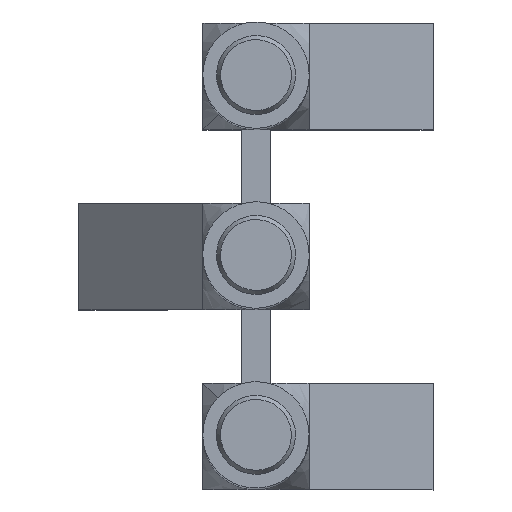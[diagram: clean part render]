
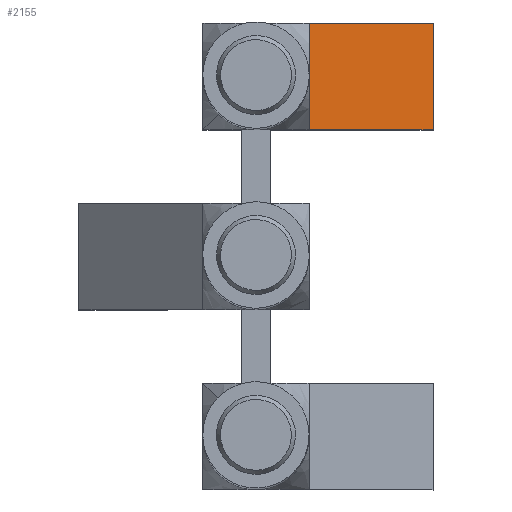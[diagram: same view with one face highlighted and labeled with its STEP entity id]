
A CAD part, top view. The second image highlights one B-rep face of the part: STEP entity #2155.
In plain terms, the highlighted face is planar.
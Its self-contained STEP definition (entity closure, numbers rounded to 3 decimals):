
#209=FACE_OUTER_BOUND('',#348,.T.);
#348=EDGE_LOOP('',(#1591,#1592,#1593,#1594));
#574=LINE('',#3442,#753);
#580=LINE('',#3815,#759);
#598=LINE('',#3862,#777);
#599=LINE('',#3864,#778);
#753=VECTOR('',#2577,10.);
#759=VECTOR('',#2595,1.);
#777=VECTOR('',#2631,1.);
#778=VECTOR('',#2634,10.);
#935=VERTEX_POINT('',#3439);
#936=VERTEX_POINT('',#3441);
#950=VERTEX_POINT('',#3799);
#951=VERTEX_POINT('',#3814);
#1157=EDGE_CURVE('',#935,#936,#574,.T.);
#1182=EDGE_CURVE('',#950,#951,#580,.T.);
#1206=EDGE_CURVE('',#935,#951,#598,.T.);
#1207=EDGE_CURVE('',#936,#950,#599,.T.);
#1591=ORIENTED_EDGE('',*,*,#1182,.F.);
#1592=ORIENTED_EDGE('',*,*,#1207,.F.);
#1593=ORIENTED_EDGE('',*,*,#1157,.F.);
#1594=ORIENTED_EDGE('',*,*,#1206,.T.);
#2067=PLANE('',#2312);
#2155=ADVANCED_FACE('',(#209),#2067,.T.);
#2312=AXIS2_PLACEMENT_3D('',#3863,#2632,#2633);
#2577=DIRECTION('',(-0.707,0.707,0.));
#2595=DIRECTION('',(0.707,-0.707,0.));
#2631=DIRECTION('',(0.,0.,-1.));
#2632=DIRECTION('center_axis',(0.707,0.707,0.));
#2633=DIRECTION('ref_axis',(0.707,-0.707,0.));
#2634=DIRECTION('',(0.,0.,-1.));
#3439=CARTESIAN_POINT('',(5.004,-5.,1.5));
#3441=CARTESIAN_POINT('',(1.506,-1.501,1.499));
#3442=CARTESIAN_POINT('',(3.105,-3.1,1.5));
#3799=CARTESIAN_POINT('',(1.506,-1.501,-1.5));
#3814=CARTESIAN_POINT('',(5.005,-5.,-1.5));
#3815=CARTESIAN_POINT('',(1.508,-1.501,-1.501));
#3862=CARTESIAN_POINT('',(5.004,-5.,1.5));
#3863=CARTESIAN_POINT('Origin',(3.255,-3.25,0.));
#3864=CARTESIAN_POINT('',(1.506,-1.5,0.));
